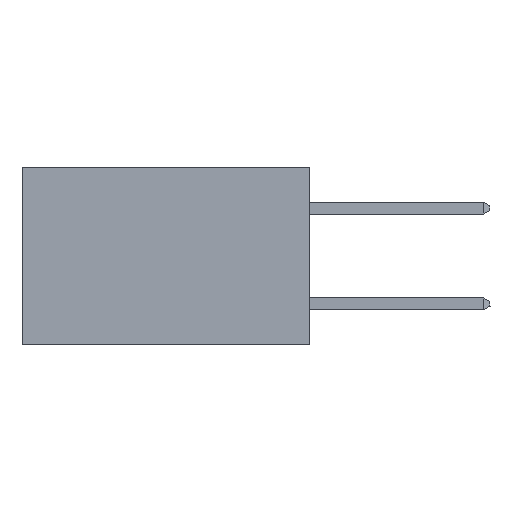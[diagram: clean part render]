
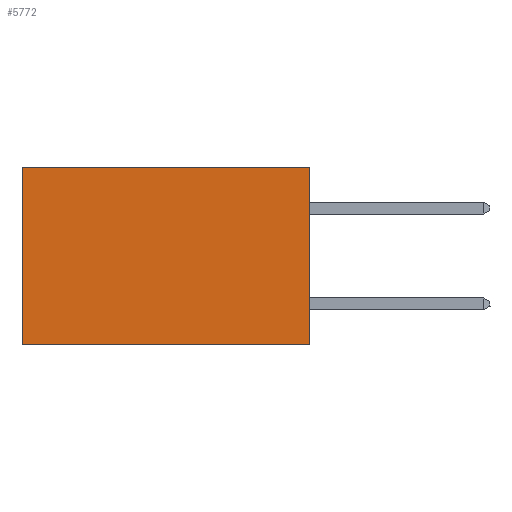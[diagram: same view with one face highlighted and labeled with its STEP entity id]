
A CAD part, left-side view. The second image highlights one B-rep face of the part: STEP entity #5772.
In plain terms, the highlighted planar face has unit normal (-1, 0, 0).
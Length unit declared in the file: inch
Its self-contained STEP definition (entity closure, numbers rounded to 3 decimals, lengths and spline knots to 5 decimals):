
#165 = ORIENTED_EDGE ( 'NONE', *, *, #1149, .T. ) ;
#1061 = DIRECTION ( 'NONE',  ( 0., 1., 0. ) ) ;
#1149 = EDGE_CURVE ( 'NONE', #3468, #6677, #7181, .T. ) ;
#1169 = EDGE_CURVE ( 'NONE', #2614, #6677, #6807, .T. ) ;
#1576 = FACE_OUTER_BOUND ( 'NONE', #1711, .T. ) ;
#1597 = DIRECTION ( 'NONE',  ( 0., 0., -1. ) ) ;
#1598 = ORIENTED_EDGE ( 'NONE', *, *, #3453, .F. ) ;
#1711 = EDGE_LOOP ( 'NONE', ( #165, #5852, #1598, #7813 ) ) ;
#2259 = CARTESIAN_POINT ( 'NONE',  ( 0.2875, 0.6, 0. ) ) ;
#2614 = VERTEX_POINT ( 'NONE', #7909 ) ;
#2992 = CARTESIAN_POINT ( 'NONE',  ( 0.2875, 0., -0.37 ) ) ;
#3025 = CARTESIAN_POINT ( 'NONE',  ( 0.2875, 0., 0. ) ) ;
#3203 = VECTOR ( 'NONE', #1061, 39.37008 ) ;
#3285 = LINE ( 'NONE', #4568, #3517 ) ;
#3369 = DIRECTION ( 'NONE',  ( 0., 0., -1. ) ) ;
#3453 = EDGE_CURVE ( 'NONE', #6314, #2614, #3285, .T. ) ;
#3468 = VERTEX_POINT ( 'NONE', #5868 ) ;
#3517 = VECTOR ( 'NONE', #3369, 39.37008 ) ;
#3760 = DIRECTION ( 'NONE',  ( 0., 0., -1. ) ) ;
#4312 = VECTOR ( 'NONE', #8609, 39.37008 ) ;
#4568 = CARTESIAN_POINT ( 'NONE',  ( 0.2875, 0., 0. ) ) ;
#5070 = CARTESIAN_POINT ( 'NONE',  ( 0.2875, 0., 0. ) ) ;
#5676 = AXIS2_PLACEMENT_3D ( 'NONE', #3025, #7691, #3760 ) ;
#5772 = ADVANCED_FACE ( 'NONE', ( #1576 ), #5815, .F. ) ;
#5815 = PLANE ( 'NONE',  #5676 ) ;
#5852 = ORIENTED_EDGE ( 'NONE', *, *, #1169, .F. ) ;
#5868 = CARTESIAN_POINT ( 'NONE',  ( 0.2875, 0.6, 0. ) ) ;
#6094 = LINE ( 'NONE', #7390, #4312 ) ;
#6211 = CARTESIAN_POINT ( 'NONE',  ( 0.2875, 0.6, -0.37 ) ) ;
#6314 = VERTEX_POINT ( 'NONE', #5070 ) ;
#6677 = VERTEX_POINT ( 'NONE', #6211 ) ;
#6807 = LINE ( 'NONE', #2992, #3203 ) ;
#7181 = LINE ( 'NONE', #2259, #8423 ) ;
#7390 = CARTESIAN_POINT ( 'NONE',  ( 0.2875, 0., 0. ) ) ;
#7691 = DIRECTION ( 'NONE',  ( 1., 0., 0. ) ) ;
#7813 = ORIENTED_EDGE ( 'NONE', *, *, #8067, .T. ) ;
#7909 = CARTESIAN_POINT ( 'NONE',  ( 0.2875, 0., -0.37 ) ) ;
#8067 = EDGE_CURVE ( 'NONE', #6314, #3468, #6094, .T. ) ;
#8423 = VECTOR ( 'NONE', #1597, 39.37008 ) ;
#8609 = DIRECTION ( 'NONE',  ( 0., 1., 0. ) ) ;
